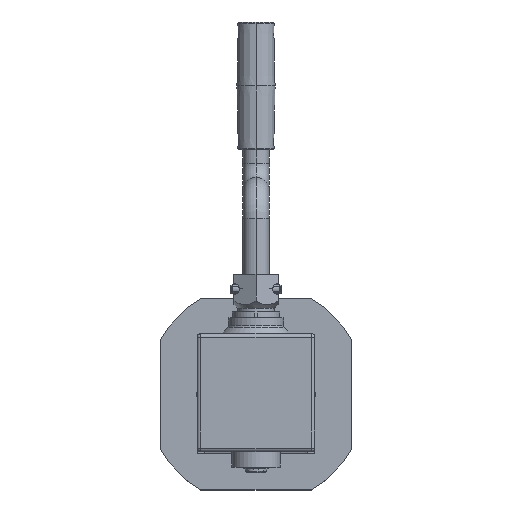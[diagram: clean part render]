
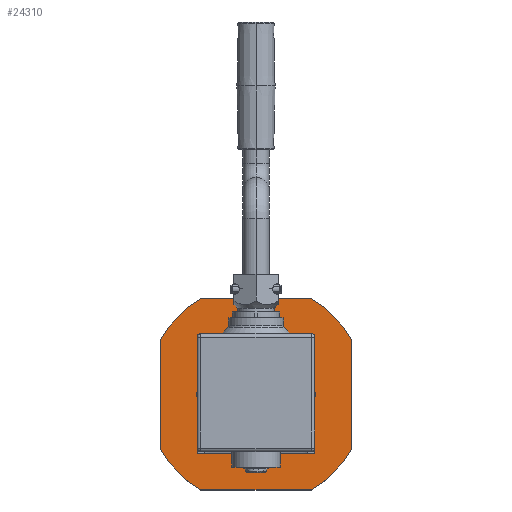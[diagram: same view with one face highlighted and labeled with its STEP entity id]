
A CAD part, top view. The second image highlights one B-rep face of the part: STEP entity #24310.
In plain terms, the highlighted planar face has unit normal (0, 0, 1).
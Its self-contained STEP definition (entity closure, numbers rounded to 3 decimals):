
#23420=CARTESIAN_POINT('',(-40.249,0.,
-519.299));
#23430=VERTEX_POINT('',#23420);
#23520=CARTESIAN_POINT('',(40.249,0.,
-519.299));
#23530=VERTEX_POINT('',#23520);
#23560=CARTESIAN_POINT('',(0.,0.,-519.299));
#23570=DIRECTION('',(0.,0.,1.));
#23580=DIRECTION('',(1.,0.,0.));
#23590=AXIS2_PLACEMENT_3D('',#23560,#23570,#23580);
#23600=CIRCLE('',#23590,40.249);
#23610=EDGE_CURVE('',#23430,#23530,#23600,.T.);
#23660=CARTESIAN_POINT('',(52.625,0.,
-519.299));
#23670=DIRECTION('',(0.,0.,-1.));
#23680=DIRECTION('',(1.,0.,0.));
#23690=AXIS2_PLACEMENT_3D('',#23660,#23670,#23680);
#23700=PLANE('',#23690);
#23710=CARTESIAN_POINT('',(-65.,0.,-519.299)
);
#23720=DIRECTION('',(0.,-1.,0.));
#23730=VECTOR('',#23720,1.);
#23740=LINE('',#23710,#23730);
#23750=CARTESIAN_POINT('',(-65.,37.417,-519.299));
#23760=VERTEX_POINT('',#23750);
#23770=CARTESIAN_POINT('',(-65.,-37.417,-519.299));
#23780=VERTEX_POINT('',#23770);
#23790=EDGE_CURVE('',#23760,#23780,#23740,.T.);
#23800=ORIENTED_EDGE('',*,*,#23790,.T.);
#23810=CARTESIAN_POINT('',(0.,0.,-519.299));
#23820=DIRECTION('',(0.,0.,-1.));
#23830=DIRECTION('',(1.,0.,0.));
#23840=AXIS2_PLACEMENT_3D('',#23810,#23820,#23830);
#23850=CIRCLE('',#23840,75.);
#23860=CARTESIAN_POINT('',(-37.417,65.,
-519.299));
#23870=VERTEX_POINT('',#23860);
#23880=EDGE_CURVE('',#23760,#23870,#23850,.T.);
#23890=ORIENTED_EDGE('',*,*,#23880,.F.);
#23900=CARTESIAN_POINT('',(1389.6,65.,-519.299));
#23910=DIRECTION('',(-1.,0.,0.));
#23920=VECTOR('',#23910,1.);
#23930=LINE('',#23900,#23920);
#23940=CARTESIAN_POINT('',(37.417,65.,
-519.299));
#23950=VERTEX_POINT('',#23940);
#23960=EDGE_CURVE('',#23950,#23870,#23930,.T.);
#23970=ORIENTED_EDGE('',*,*,#23960,.T.);
#23980=CARTESIAN_POINT('',(65.,37.417,-519.299));
#23990=VERTEX_POINT('',#23980);
#24000=EDGE_CURVE('',#23950,#23990,#23850,.T.);
#24010=ORIENTED_EDGE('',*,*,#24000,.F.);
#24020=CARTESIAN_POINT('',(65.,0.,-519.299))
;
#24030=DIRECTION('',(0.,1.,0.));
#24040=VECTOR('',#24030,1.);
#24050=LINE('',#24020,#24040);
#24060=CARTESIAN_POINT('',(65.,-37.417,-519.299));
#24070=VERTEX_POINT('',#24060);
#24080=EDGE_CURVE('',#24070,#23990,#24050,.T.);
#24090=ORIENTED_EDGE('',*,*,#24080,.T.);
#24100=CARTESIAN_POINT('',(37.417,-65.,
-519.299));
#24110=VERTEX_POINT('',#24100);
#24120=EDGE_CURVE('',#24070,#24110,#23850,.T.);
#24130=ORIENTED_EDGE('',*,*,#24120,.F.);
#24140=CARTESIAN_POINT('',(1389.6,-65.,-519.299));
#24150=DIRECTION('',(1.,0.,0.));
#24160=VECTOR('',#24150,1.);
#24170=LINE('',#24140,#24160);
#24180=CARTESIAN_POINT('',(-37.417,-65.,
-519.299));
#24190=VERTEX_POINT('',#24180);
#24200=EDGE_CURVE('',#24190,#24110,#24170,.T.);
#24210=ORIENTED_EDGE('',*,*,#24200,.T.);
#24220=EDGE_CURVE('',#24190,#23780,#23850,.T.);
#24230=ORIENTED_EDGE('',*,*,#24220,.F.);
#24240=EDGE_LOOP('',(#24230,#24210,#24130,#24090,#24010,#23970,#23890,
#23800));
#24250=FACE_OUTER_BOUND('',#24240,.T.);
#24260=EDGE_CURVE('',#23530,#23430,#23600,.T.);
#24270=ORIENTED_EDGE('',*,*,#24260,.F.);
#24280=ORIENTED_EDGE('',*,*,#23610,.F.);
#24290=EDGE_LOOP('',(#24280,#24270));
#24300=FACE_BOUND('',#24290,.T.);
#24310=ADVANCED_FACE('',(#24250,#24300),#23700,.F.);
